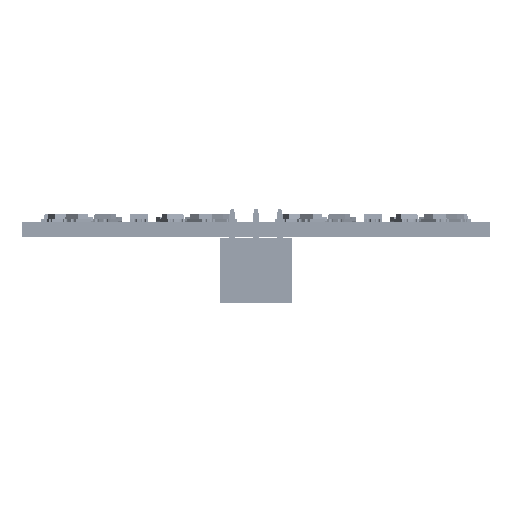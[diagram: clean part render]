
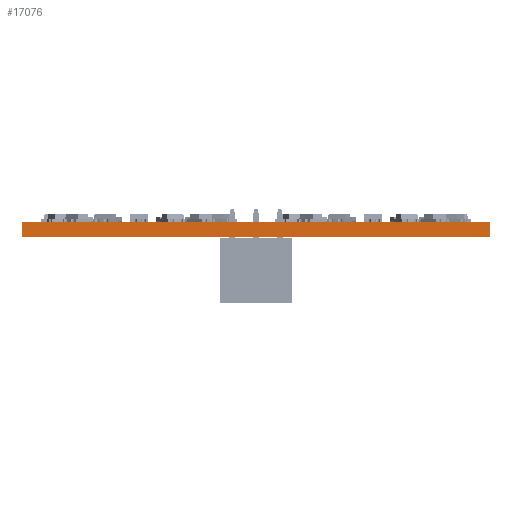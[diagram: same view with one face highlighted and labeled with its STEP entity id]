
A CAD part, left-side view. The second image highlights one B-rep face of the part: STEP entity #17076.
In plain terms, the highlighted planar face has unit normal (-1, 0, 0).
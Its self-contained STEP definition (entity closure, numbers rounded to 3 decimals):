
#16895 = PLANE('',#16896);
#16896 = AXIS2_PLACEMENT_3D('',#16897,#16898,#16899);
#16897 = CARTESIAN_POINT('',(180.556,-108.065,0.));
#16898 = DIRECTION('',(0.,-1.,0.));
#16899 = DIRECTION('',(-1.,0.,0.));
#16920 = VERTEX_POINT('',#16921);
#16921 = CARTESIAN_POINT('',(80.556,-108.065,1.6));
#16935 = PLANE('',#16936);
#16936 = AXIS2_PLACEMENT_3D('',#16937,#16938,#16939);
#16937 = CARTESIAN_POINT('',(130.556,-83.065,1.6));
#16938 = DIRECTION('',(-0.,-0.,-1.));
#16939 = DIRECTION('',(-1.,0.,0.));
#16947 = EDGE_CURVE('',#16948,#16920,#16950,.T.);
#16948 = VERTEX_POINT('',#16949);
#16949 = CARTESIAN_POINT('',(80.556,-108.065,0.));
#16950 = SURFACE_CURVE('',#16951,(#16955,#16962),.PCURVE_S1.);
#16951 = LINE('',#16952,#16953);
#16952 = CARTESIAN_POINT('',(80.556,-108.065,0.));
#16953 = VECTOR('',#16954,1.);
#16954 = DIRECTION('',(0.,0.,1.));
#16955 = PCURVE('',#16895,#16956);
#16956 = DEFINITIONAL_REPRESENTATION('',(#16957),#16961);
#16957 = LINE('',#16958,#16959);
#16958 = CARTESIAN_POINT('',(100.,0.));
#16959 = VECTOR('',#16960,1.);
#16960 = DIRECTION('',(0.,-1.));
#16961 = ( GEOMETRIC_REPRESENTATION_CONTEXT(2) 
PARAMETRIC_REPRESENTATION_CONTEXT() REPRESENTATION_CONTEXT('2D SPACE',''
  ) );
#16962 = PCURVE('',#16963,#16968);
#16963 = PLANE('',#16964);
#16964 = AXIS2_PLACEMENT_3D('',#16965,#16966,#16967);
#16965 = CARTESIAN_POINT('',(80.556,-108.065,0.));
#16966 = DIRECTION('',(-1.,0.,0.));
#16967 = DIRECTION('',(0.,1.,0.));
#16968 = DEFINITIONAL_REPRESENTATION('',(#16969),#16973);
#16969 = LINE('',#16970,#16971);
#16970 = CARTESIAN_POINT('',(0.,0.));
#16971 = VECTOR('',#16972,1.);
#16972 = DIRECTION('',(0.,-1.));
#16973 = ( GEOMETRIC_REPRESENTATION_CONTEXT(2) 
PARAMETRIC_REPRESENTATION_CONTEXT() REPRESENTATION_CONTEXT('2D SPACE',''
  ) );
#16989 = PLANE('',#16990);
#16990 = AXIS2_PLACEMENT_3D('',#16991,#16992,#16993);
#16991 = CARTESIAN_POINT('',(130.556,-83.065,0.));
#16992 = DIRECTION('',(-0.,-0.,-1.));
#16993 = DIRECTION('',(-1.,0.,0.));
#17022 = PLANE('',#17023);
#17023 = AXIS2_PLACEMENT_3D('',#17024,#17025,#17026);
#17024 = CARTESIAN_POINT('',(80.556,-58.065,0.));
#17025 = DIRECTION('',(0.,1.,0.));
#17026 = DIRECTION('',(1.,0.,0.));
#17076 = ADVANCED_FACE('',(#17077),#16963,.T.);
#17077 = FACE_BOUND('',#17078,.T.);
#17078 = EDGE_LOOP('',(#17079,#17080,#17103,#17126));
#17079 = ORIENTED_EDGE('',*,*,#16947,.T.);
#17080 = ORIENTED_EDGE('',*,*,#17081,.T.);
#17081 = EDGE_CURVE('',#16920,#17082,#17084,.T.);
#17082 = VERTEX_POINT('',#17083);
#17083 = CARTESIAN_POINT('',(80.556,-58.065,1.6));
#17084 = SURFACE_CURVE('',#17085,(#17089,#17096),.PCURVE_S1.);
#17085 = LINE('',#17086,#17087);
#17086 = CARTESIAN_POINT('',(80.556,-108.065,1.6));
#17087 = VECTOR('',#17088,1.);
#17088 = DIRECTION('',(0.,1.,0.));
#17089 = PCURVE('',#16963,#17090);
#17090 = DEFINITIONAL_REPRESENTATION('',(#17091),#17095);
#17091 = LINE('',#17092,#17093);
#17092 = CARTESIAN_POINT('',(0.,-1.6));
#17093 = VECTOR('',#17094,1.);
#17094 = DIRECTION('',(1.,0.));
#17095 = ( GEOMETRIC_REPRESENTATION_CONTEXT(2) 
PARAMETRIC_REPRESENTATION_CONTEXT() REPRESENTATION_CONTEXT('2D SPACE',''
  ) );
#17096 = PCURVE('',#16935,#17097);
#17097 = DEFINITIONAL_REPRESENTATION('',(#17098),#17102);
#17098 = LINE('',#17099,#17100);
#17099 = CARTESIAN_POINT('',(50.,-25.));
#17100 = VECTOR('',#17101,1.);
#17101 = DIRECTION('',(0.,1.));
#17102 = ( GEOMETRIC_REPRESENTATION_CONTEXT(2) 
PARAMETRIC_REPRESENTATION_CONTEXT() REPRESENTATION_CONTEXT('2D SPACE',''
  ) );
#17103 = ORIENTED_EDGE('',*,*,#17104,.F.);
#17104 = EDGE_CURVE('',#17105,#17082,#17107,.T.);
#17105 = VERTEX_POINT('',#17106);
#17106 = CARTESIAN_POINT('',(80.556,-58.065,0.));
#17107 = SURFACE_CURVE('',#17108,(#17112,#17119),.PCURVE_S1.);
#17108 = LINE('',#17109,#17110);
#17109 = CARTESIAN_POINT('',(80.556,-58.065,0.));
#17110 = VECTOR('',#17111,1.);
#17111 = DIRECTION('',(0.,0.,1.));
#17112 = PCURVE('',#16963,#17113);
#17113 = DEFINITIONAL_REPRESENTATION('',(#17114),#17118);
#17114 = LINE('',#17115,#17116);
#17115 = CARTESIAN_POINT('',(50.,0.));
#17116 = VECTOR('',#17117,1.);
#17117 = DIRECTION('',(0.,-1.));
#17118 = ( GEOMETRIC_REPRESENTATION_CONTEXT(2) 
PARAMETRIC_REPRESENTATION_CONTEXT() REPRESENTATION_CONTEXT('2D SPACE',''
  ) );
#17119 = PCURVE('',#17022,#17120);
#17120 = DEFINITIONAL_REPRESENTATION('',(#17121),#17125);
#17121 = LINE('',#17122,#17123);
#17122 = CARTESIAN_POINT('',(0.,0.));
#17123 = VECTOR('',#17124,1.);
#17124 = DIRECTION('',(0.,-1.));
#17125 = ( GEOMETRIC_REPRESENTATION_CONTEXT(2) 
PARAMETRIC_REPRESENTATION_CONTEXT() REPRESENTATION_CONTEXT('2D SPACE',''
  ) );
#17126 = ORIENTED_EDGE('',*,*,#17127,.F.);
#17127 = EDGE_CURVE('',#16948,#17105,#17128,.T.);
#17128 = SURFACE_CURVE('',#17129,(#17133,#17140),.PCURVE_S1.);
#17129 = LINE('',#17130,#17131);
#17130 = CARTESIAN_POINT('',(80.556,-108.065,0.));
#17131 = VECTOR('',#17132,1.);
#17132 = DIRECTION('',(0.,1.,0.));
#17133 = PCURVE('',#16963,#17134);
#17134 = DEFINITIONAL_REPRESENTATION('',(#17135),#17139);
#17135 = LINE('',#17136,#17137);
#17136 = CARTESIAN_POINT('',(0.,0.));
#17137 = VECTOR('',#17138,1.);
#17138 = DIRECTION('',(1.,0.));
#17139 = ( GEOMETRIC_REPRESENTATION_CONTEXT(2) 
PARAMETRIC_REPRESENTATION_CONTEXT() REPRESENTATION_CONTEXT('2D SPACE',''
  ) );
#17140 = PCURVE('',#16989,#17141);
#17141 = DEFINITIONAL_REPRESENTATION('',(#17142),#17146);
#17142 = LINE('',#17143,#17144);
#17143 = CARTESIAN_POINT('',(50.,-25.));
#17144 = VECTOR('',#17145,1.);
#17145 = DIRECTION('',(0.,1.));
#17146 = ( GEOMETRIC_REPRESENTATION_CONTEXT(2) 
PARAMETRIC_REPRESENTATION_CONTEXT() REPRESENTATION_CONTEXT('2D SPACE',''
  ) );
